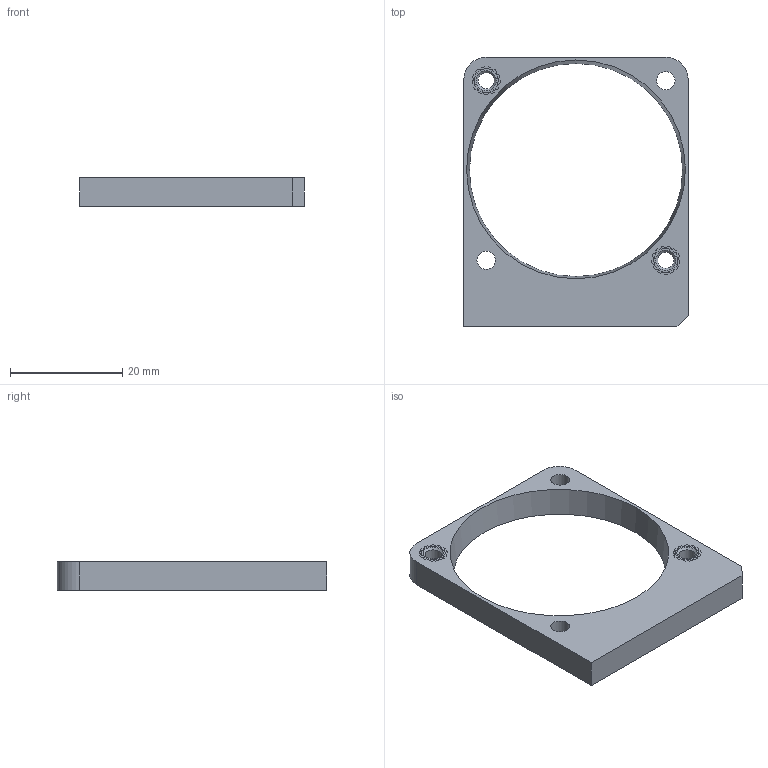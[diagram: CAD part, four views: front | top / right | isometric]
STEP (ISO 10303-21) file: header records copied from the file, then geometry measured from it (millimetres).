
FILE_DESCRIPTION(/* description */ (''),/* implementation_level */ '2;1');
FILE_NAME(/* name */ 'Front Intake Duct.step',/* time_stamp */ '2023-01-19T08:50:48-06:00',/* author */ (''),/* organization */ (''),/* preprocessor_version */ 'ST-DEVELOPER v19.2',/* originating_system */ 'Autodesk Translation Framework v11.17.0.187',/* authorisation */ '');
FILE_SCHEMA (('AUTOMOTIVE_DESIGN { 1 0 10303 214 3 1 1 }'));
Length unit declared in the file: millimetre
Products named in the file (3): Front Intake Duct; intake_duct; PN596
Assembly tree (3 placements, depth 2):
  Front Intake Duct
    intake_duct
    PN596  x2
Bounding box: 40 x 48.05 x 5 mm (x, y, z)
Volume: 3599.3 mm3; surface area: 3375.7 mm2
Topology: 3 solids, 3 shells, 252 faces, 704 edges, 468 vertices
Faces by surface type: bspline 157, cylinder 68, plane 21, cone 6
Full cylindrical faces by diameter (mm): 2.9 x2, 3.3 x4, 4.2 x2, 4.25 x4, 4.6 x2
Entity records: 6214 total; most frequent: CARTESIAN_POINT 3032, ORIENTED_EDGE 746, DIRECTION 496, EDGE_CURVE 373, VERTEX_POINT 248, AXIS2_PLACEMENT_3D 220, B_SPLINE_CURVE_WITH_KNOTS 159, EDGE_LOOP 153
